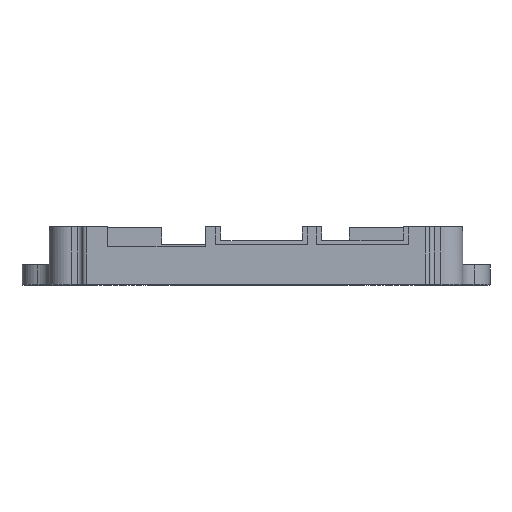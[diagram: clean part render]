
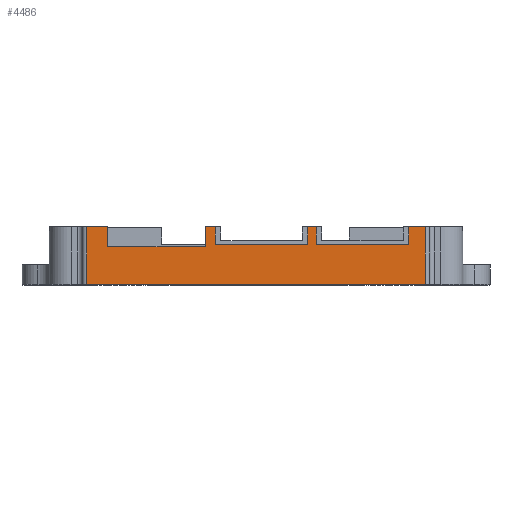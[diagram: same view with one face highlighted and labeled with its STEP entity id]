
A CAD part, top view. The second image highlights one B-rep face of the part: STEP entity #4486.
In plain terms, the highlighted planar face has unit normal (0, 0, 1).
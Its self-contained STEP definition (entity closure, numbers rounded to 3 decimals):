
#408=DIRECTION('',(-1.,0.,0.));
#409=VECTOR('',#408,60.4);
#410=CARTESIAN_POINT('',(61.2,0.,-4.4));
#411=LINE('',#410,#409);
#1006=DIRECTION('',(1.,0.,0.));
#1007=VECTOR('',#1006,2.95);
#1008=CARTESIAN_POINT('',(58.25,10.3,-4.4));
#1009=LINE('',#1008,#1007);
#1010=DIRECTION('',(0.,-1.,0.));
#1011=VECTOR('',#1010,10.3);
#1012=CARTESIAN_POINT('',(61.2,10.3,-4.4));
#1013=LINE('',#1012,#1011);
#1014=DIRECTION('',(0.,1.,0.));
#1015=VECTOR('',#1014,10.3);
#1016=CARTESIAN_POINT('',(0.8,0.,-4.4));
#1017=LINE('',#1016,#1015);
#1018=DIRECTION('',(-1.,0.,0.));
#1019=VECTOR('',#1018,3.75);
#1020=CARTESIAN_POINT('',(4.55,10.3,-4.4));
#1021=LINE('',#1020,#1019);
#1022=DIRECTION('',(0.,-1.,0.));
#1023=VECTOR('',#1022,3.6);
#1024=CARTESIAN_POINT('',(4.55,10.3,-4.4));
#1025=LINE('',#1024,#1023);
#1026=DIRECTION('',(1.,0.,0.));
#1027=VECTOR('',#1026,17.4);
#1028=CARTESIAN_POINT('',(4.55,6.7,-4.4));
#1029=LINE('',#1028,#1027);
#1030=DIRECTION('',(0.,1.,0.));
#1031=VECTOR('',#1030,3.6);
#1032=CARTESIAN_POINT('',(21.95,6.7,-4.4));
#1033=LINE('',#1032,#1031);
#1034=DIRECTION('',(-1.,0.,0.));
#1035=VECTOR('',#1034,1.8);
#1036=CARTESIAN_POINT('',(23.75,10.3,-4.4));
#1037=LINE('',#1036,#1035);
#1038=DIRECTION('',(0.,-1.,0.));
#1039=VECTOR('',#1038,3.17);
#1040=CARTESIAN_POINT('',(23.75,10.3,-4.4));
#1041=LINE('',#1040,#1039);
#1042=DIRECTION('',(1.,0.,0.));
#1043=VECTOR('',#1042,16.5);
#1044=CARTESIAN_POINT('',(23.75,7.13,-4.4));
#1045=LINE('',#1044,#1043);
#1046=DIRECTION('',(0.,-1.,0.));
#1047=VECTOR('',#1046,3.17);
#1048=CARTESIAN_POINT('',(40.25,10.3,-4.4));
#1049=LINE('',#1048,#1047);
#1050=DIRECTION('',(-1.,0.,0.));
#1051=VECTOR('',#1050,1.5);
#1052=CARTESIAN_POINT('',(41.75,10.3,-4.4));
#1053=LINE('',#1052,#1051);
#1054=DIRECTION('',(0.,-1.,0.));
#1055=VECTOR('',#1054,3.17);
#1056=CARTESIAN_POINT('',(41.75,10.3,-4.4));
#1057=LINE('',#1056,#1055);
#1058=DIRECTION('',(1.,0.,0.));
#1059=VECTOR('',#1058,16.5);
#1060=CARTESIAN_POINT('',(41.75,7.13,-4.4));
#1061=LINE('',#1060,#1059);
#1062=DIRECTION('',(0.,-1.,0.));
#1063=VECTOR('',#1062,3.17);
#1064=CARTESIAN_POINT('',(58.25,10.3,-4.4));
#1065=LINE('',#1064,#1063);
#2765=CARTESIAN_POINT('',(4.55,6.7,-4.4));
#2766=VERTEX_POINT('',#2765);
#2767=CARTESIAN_POINT('',(21.95,6.7,-4.4));
#2768=VERTEX_POINT('',#2767);
#2965=CARTESIAN_POINT('',(23.75,7.13,-4.4));
#2966=CARTESIAN_POINT('',(40.25,7.13,-4.4));
#2967=VERTEX_POINT('',#2965);
#2968=VERTEX_POINT('',#2966);
#2977=CARTESIAN_POINT('',(41.75,7.13,-4.4));
#2978=CARTESIAN_POINT('',(58.25,7.13,-4.4));
#2979=VERTEX_POINT('',#2977);
#2980=VERTEX_POINT('',#2978);
#3107=CARTESIAN_POINT('',(0.8,0.,-4.4));
#3109=VERTEX_POINT('',#3107);
#3111=CARTESIAN_POINT('',(61.2,0.,-4.4));
#3112=VERTEX_POINT('',#3111);
#3291=CARTESIAN_POINT('',(58.25,10.3,-4.4));
#3292=CARTESIAN_POINT('',(61.2,10.3,-4.4));
#3293=VERTEX_POINT('',#3291);
#3294=VERTEX_POINT('',#3292);
#3300=CARTESIAN_POINT('',(4.55,10.3,-4.4));
#3302=VERTEX_POINT('',#3300);
#3307=CARTESIAN_POINT('',(0.8,10.3,-4.4));
#3308=VERTEX_POINT('',#3307);
#3319=CARTESIAN_POINT('',(41.75,10.3,-4.4));
#3320=CARTESIAN_POINT('',(40.25,10.3,-4.4));
#3321=VERTEX_POINT('',#3319);
#3322=VERTEX_POINT('',#3320);
#3323=CARTESIAN_POINT('',(23.75,10.3,-4.4));
#3324=CARTESIAN_POINT('',(21.95,10.3,-4.4));
#3325=VERTEX_POINT('',#3323);
#3326=VERTEX_POINT('',#3324);
#4454=CARTESIAN_POINT('',(62.,2.,-4.4));
#4455=DIRECTION('',(0.,0.,-1.));
#4456=DIRECTION('',(-1.,0.,0.));
#4457=AXIS2_PLACEMENT_3D('',#4454,#4455,#4456);
#4458=PLANE('',#4457);
#4459=ORIENTED_EDGE('',*,*,#4065,.T.);
#4461=ORIENTED_EDGE('',*,*,#4460,.T.);
#4462=ORIENTED_EDGE('',*,*,#3476,.T.);
#4464=ORIENTED_EDGE('',*,*,#4463,.T.);
#4465=ORIENTED_EDGE('',*,*,#3900,.F.);
#4467=ORIENTED_EDGE('',*,*,#4466,.T.);
#4469=ORIENTED_EDGE('',*,*,#4468,.T.);
#4470=ORIENTED_EDGE('',*,*,#4262,.T.);
#4471=ORIENTED_EDGE('',*,*,#3850,.F.);
#4473=ORIENTED_EDGE('',*,*,#4472,.T.);
#4475=ORIENTED_EDGE('',*,*,#4474,.T.);
#4477=ORIENTED_EDGE('',*,*,#4476,.F.);
#4478=ORIENTED_EDGE('',*,*,#3874,.F.);
#4480=ORIENTED_EDGE('',*,*,#4479,.T.);
#4482=ORIENTED_EDGE('',*,*,#4481,.T.);
#4483=ORIENTED_EDGE('',*,*,#4446,.F.);
#4484=EDGE_LOOP('',(#4459,#4461,#4462,#4464,#4465,#4467,#4469,#4470,#4471,#4473,
#4475,#4477,#4478,#4480,#4482,#4483));
#4485=FACE_OUTER_BOUND('',#4484,.F.);
#4486=ADVANCED_FACE('',(#4485),#4458,.F.);
#3476=EDGE_CURVE('',#3112,#3109,#411,.T.);
#3850=EDGE_CURVE('',#3325,#3326,#1037,.T.);
#3874=EDGE_CURVE('',#3321,#3322,#1053,.T.);
#3900=EDGE_CURVE('',#3302,#3308,#1021,.T.);
#4065=EDGE_CURVE('',#3293,#3294,#1009,.T.);
#4262=EDGE_CURVE('',#2768,#3326,#1033,.T.);
#4446=EDGE_CURVE('',#3293,#2980,#1065,.T.);
#4460=EDGE_CURVE('',#3294,#3112,#1013,.T.);
#4463=EDGE_CURVE('',#3109,#3308,#1017,.T.);
#4466=EDGE_CURVE('',#3302,#2766,#1025,.T.);
#4468=EDGE_CURVE('',#2766,#2768,#1029,.T.);
#4472=EDGE_CURVE('',#3325,#2967,#1041,.T.);
#4474=EDGE_CURVE('',#2967,#2968,#1045,.T.);
#4476=EDGE_CURVE('',#3322,#2968,#1049,.T.);
#4479=EDGE_CURVE('',#3321,#2979,#1057,.T.);
#4481=EDGE_CURVE('',#2979,#2980,#1061,.T.);
